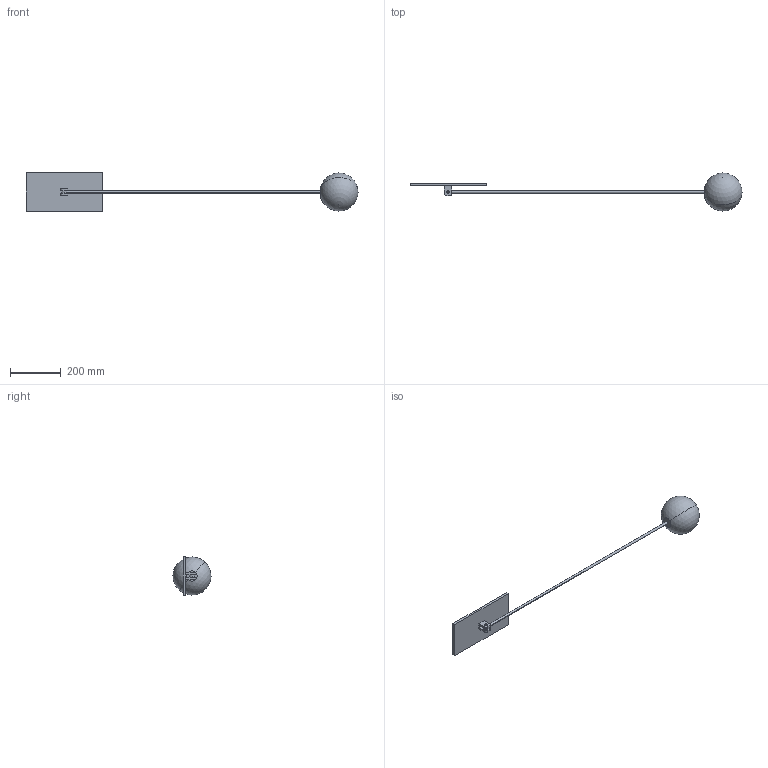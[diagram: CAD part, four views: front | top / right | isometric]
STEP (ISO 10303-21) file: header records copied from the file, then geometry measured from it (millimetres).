
FILE_DESCRIPTION (( 'STEP AP214' ), '1' );
FILE_NAME ('sem sarkaç final.STEP', '2024-06-02T13:13:47', ( '' ), ( '' ), 'SwSTEP 2.0', 'SolidWorks 2022', '' );
FILE_SCHEMA (( 'AUTOMOTIVE_DESIGN' ));
Length unit declared in the file: millimetre
Products named in the file (4): cubuk; 22 kg top; sem sarkaç final; sar askı
Assembly tree (3 placements, depth 2):
  sem sarkaç final
    sar askı
    cubuk
    22 kg top
Bounding box: 1307 x 149.85 x 150 mm (x, y, z)
Volume: 2312521.3 mm3; surface area: 208551.2 mm2
Topology: 3 solids, 3 shells, 42 faces, 106 edges, 70 vertices
Faces by surface type: plane 24, cylinder 16, sphere 2
Entity records: 1401 total; most frequent: DIRECTION 235, CARTESIAN_POINT 216, ORIENTED_EDGE 202, EDGE_CURVE 101, AXIS2_PLACEMENT_3D 86, VERTEX_POINT 67, VECTOR 63, LINE 63
